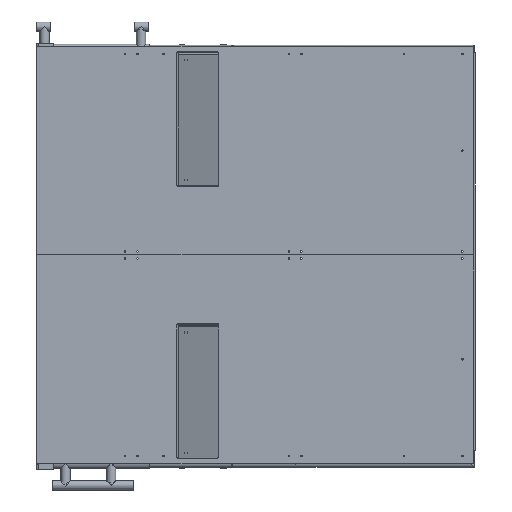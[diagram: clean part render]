
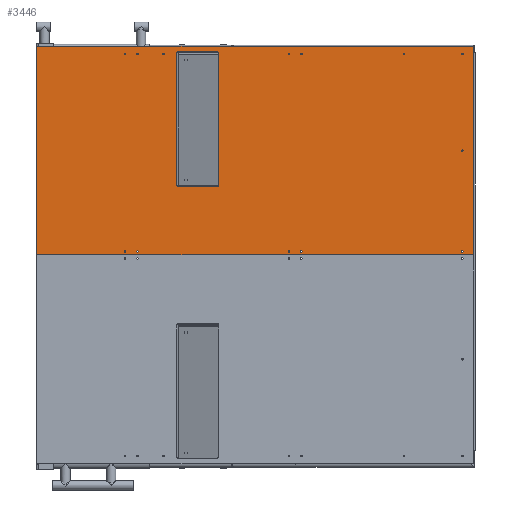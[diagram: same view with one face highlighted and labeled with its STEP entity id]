
A CAD part, front view. The second image highlights one B-rep face of the part: STEP entity #3446.
In plain terms, the highlighted face is planar.
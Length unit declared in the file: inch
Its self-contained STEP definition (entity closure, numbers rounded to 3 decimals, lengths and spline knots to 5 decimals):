
#268=FACE_BOUND('',#1047,.T.);
#269=FACE_BOUND('',#1048,.T.);
#270=FACE_BOUND('',#1049,.T.);
#271=FACE_BOUND('',#1050,.T.);
#272=FACE_BOUND('',#1051,.T.);
#273=FACE_BOUND('',#1052,.T.);
#274=FACE_BOUND('',#1053,.T.);
#275=FACE_BOUND('',#1054,.T.);
#276=FACE_BOUND('',#1055,.T.);
#277=FACE_BOUND('',#1056,.T.);
#278=FACE_BOUND('',#1057,.T.);
#279=FACE_BOUND('',#1058,.T.);
#280=FACE_BOUND('',#1059,.T.);
#281=FACE_BOUND('',#1060,.T.);
#548=CIRCLE('',#3986,0.1325);
#549=CIRCLE('',#3987,0.1325);
#550=CIRCLE('',#3988,0.1325);
#551=CIRCLE('',#3989,0.1325);
#552=CIRCLE('',#3990,0.1325);
#553=CIRCLE('',#3991,0.1325);
#554=CIRCLE('',#3992,0.1325);
#555=CIRCLE('',#3993,0.1325);
#556=CIRCLE('',#3994,0.1325);
#557=CIRCLE('',#3995,0.1325);
#558=CIRCLE('',#3996,0.1325);
#559=CIRCLE('',#3997,0.1325);
#560=CIRCLE('',#3998,0.1325);
#561=CIRCLE('',#3999,0.25);
#562=CIRCLE('',#4000,0.25);
#563=CIRCLE('',#4001,0.25);
#564=CIRCLE('',#4002,0.25);
#781=FACE_OUTER_BOUND('',#1046,.T.);
#1046=EDGE_LOOP('',(#2682,#2683,#2684,#2685));
#1047=EDGE_LOOP('',(#2686));
#1048=EDGE_LOOP('',(#2687));
#1049=EDGE_LOOP('',(#2688));
#1050=EDGE_LOOP('',(#2689));
#1051=EDGE_LOOP('',(#2690));
#1052=EDGE_LOOP('',(#2691));
#1053=EDGE_LOOP('',(#2692));
#1054=EDGE_LOOP('',(#2693));
#1055=EDGE_LOOP('',(#2694));
#1056=EDGE_LOOP('',(#2695));
#1057=EDGE_LOOP('',(#2696));
#1058=EDGE_LOOP('',(#2697));
#1059=EDGE_LOOP('',(#2698));
#1060=EDGE_LOOP('',(#2699,#2700,#2701,#2702,#2703,#2704,#2705,#2706));
#1350=LINE('',#5977,#1578);
#1352=LINE('',#5981,#1580);
#1354=LINE('',#5985,#1582);
#1356=LINE('',#5988,#1584);
#1357=LINE('',#6018,#1585);
#1358=LINE('',#6022,#1586);
#1359=LINE('',#6026,#1587);
#1360=LINE('',#6030,#1588);
#1578=VECTOR('',#4606,78.);
#1580=VECTOR('',#4610,37.25);
#1582=VECTOR('',#4614,78.);
#1584=VECTOR('',#4618,37.25);
#1585=VECTOR('',#4647,7.);
#1586=VECTOR('',#4650,23.5);
#1587=VECTOR('',#4653,7.);
#1588=VECTOR('',#4656,23.5);
#1869=VERTEX_POINT('',#5974);
#1870=VERTEX_POINT('',#5976);
#1871=VERTEX_POINT('',#5980);
#1872=VERTEX_POINT('',#5984);
#1873=VERTEX_POINT('',#5990);
#1874=VERTEX_POINT('',#5992);
#1875=VERTEX_POINT('',#5994);
#1876=VERTEX_POINT('',#5996);
#1877=VERTEX_POINT('',#5998);
#1878=VERTEX_POINT('',#6000);
#1879=VERTEX_POINT('',#6002);
#1880=VERTEX_POINT('',#6004);
#1881=VERTEX_POINT('',#6006);
#1882=VERTEX_POINT('',#6008);
#1883=VERTEX_POINT('',#6010);
#1884=VERTEX_POINT('',#6012);
#1885=VERTEX_POINT('',#6014);
#1886=VERTEX_POINT('',#6016);
#1887=VERTEX_POINT('',#6017);
#1888=VERTEX_POINT('',#6019);
#1889=VERTEX_POINT('',#6021);
#1890=VERTEX_POINT('',#6023);
#1891=VERTEX_POINT('',#6025);
#1892=VERTEX_POINT('',#6027);
#1893=VERTEX_POINT('',#6029);
#2191=EDGE_CURVE('',#1869,#1870,#1350,.T.);
#2193=EDGE_CURVE('',#1870,#1871,#1352,.T.);
#2195=EDGE_CURVE('',#1871,#1872,#1354,.T.);
#2197=EDGE_CURVE('',#1872,#1869,#1356,.T.);
#2198=EDGE_CURVE('',#1873,#1873,#548,.T.);
#2199=EDGE_CURVE('',#1874,#1874,#549,.T.);
#2200=EDGE_CURVE('',#1875,#1875,#550,.T.);
#2201=EDGE_CURVE('',#1876,#1876,#551,.T.);
#2202=EDGE_CURVE('',#1877,#1877,#552,.T.);
#2203=EDGE_CURVE('',#1878,#1878,#553,.T.);
#2204=EDGE_CURVE('',#1879,#1879,#554,.T.);
#2205=EDGE_CURVE('',#1880,#1880,#555,.T.);
#2206=EDGE_CURVE('',#1881,#1881,#556,.T.);
#2207=EDGE_CURVE('',#1882,#1882,#557,.T.);
#2208=EDGE_CURVE('',#1883,#1883,#558,.T.);
#2209=EDGE_CURVE('',#1884,#1884,#559,.T.);
#2210=EDGE_CURVE('',#1885,#1885,#560,.T.);
#2211=EDGE_CURVE('',#1886,#1887,#1357,.T.);
#2212=EDGE_CURVE('',#1888,#1887,#561,.T.);
#2213=EDGE_CURVE('',#1888,#1889,#1358,.T.);
#2214=EDGE_CURVE('',#1890,#1889,#562,.T.);
#2215=EDGE_CURVE('',#1890,#1891,#1359,.T.);
#2216=EDGE_CURVE('',#1892,#1891,#563,.T.);
#2217=EDGE_CURVE('',#1892,#1893,#1360,.T.);
#2218=EDGE_CURVE('',#1886,#1893,#564,.T.);
#2682=ORIENTED_EDGE('',*,*,#2191,.F.);
#2683=ORIENTED_EDGE('',*,*,#2197,.F.);
#2684=ORIENTED_EDGE('',*,*,#2195,.F.);
#2685=ORIENTED_EDGE('',*,*,#2193,.F.);
#2686=ORIENTED_EDGE('',*,*,#2198,.F.);
#2687=ORIENTED_EDGE('',*,*,#2199,.F.);
#2688=ORIENTED_EDGE('',*,*,#2200,.F.);
#2689=ORIENTED_EDGE('',*,*,#2201,.F.);
#2690=ORIENTED_EDGE('',*,*,#2202,.F.);
#2691=ORIENTED_EDGE('',*,*,#2203,.F.);
#2692=ORIENTED_EDGE('',*,*,#2204,.F.);
#2693=ORIENTED_EDGE('',*,*,#2205,.F.);
#2694=ORIENTED_EDGE('',*,*,#2206,.F.);
#2695=ORIENTED_EDGE('',*,*,#2207,.F.);
#2696=ORIENTED_EDGE('',*,*,#2208,.F.);
#2697=ORIENTED_EDGE('',*,*,#2209,.F.);
#2698=ORIENTED_EDGE('',*,*,#2210,.F.);
#2699=ORIENTED_EDGE('',*,*,#2211,.T.);
#2700=ORIENTED_EDGE('',*,*,#2212,.F.);
#2701=ORIENTED_EDGE('',*,*,#2213,.T.);
#2702=ORIENTED_EDGE('',*,*,#2214,.F.);
#2703=ORIENTED_EDGE('',*,*,#2215,.T.);
#2704=ORIENTED_EDGE('',*,*,#2216,.F.);
#2705=ORIENTED_EDGE('',*,*,#2217,.T.);
#2706=ORIENTED_EDGE('',*,*,#2218,.F.);
#3296=PLANE('',#3985);
#3446=ADVANCED_FACE('',(#781,#268,#269,#270,#271,#272,#273,#274,#275,#276,
#277,#278,#279,#280,#281),#3296,.T.);
#3985=AXIS2_PLACEMENT_3D('',#5989,#4619,#4620);
#3986=AXIS2_PLACEMENT_3D('',#5991,#4621,#4622);
#3987=AXIS2_PLACEMENT_3D('',#5993,#4623,#4624);
#3988=AXIS2_PLACEMENT_3D('',#5995,#4625,#4626);
#3989=AXIS2_PLACEMENT_3D('',#5997,#4627,#4628);
#3990=AXIS2_PLACEMENT_3D('',#5999,#4629,#4630);
#3991=AXIS2_PLACEMENT_3D('',#6001,#4631,#4632);
#3992=AXIS2_PLACEMENT_3D('',#6003,#4633,#4634);
#3993=AXIS2_PLACEMENT_3D('',#6005,#4635,#4636);
#3994=AXIS2_PLACEMENT_3D('',#6007,#4637,#4638);
#3995=AXIS2_PLACEMENT_3D('',#6009,#4639,#4640);
#3996=AXIS2_PLACEMENT_3D('',#6011,#4641,#4642);
#3997=AXIS2_PLACEMENT_3D('',#6013,#4643,#4644);
#3998=AXIS2_PLACEMENT_3D('',#6015,#4645,#4646);
#3999=AXIS2_PLACEMENT_3D('',#6020,#4648,#4649);
#4000=AXIS2_PLACEMENT_3D('',#6024,#4651,#4652);
#4001=AXIS2_PLACEMENT_3D('',#6028,#4654,#4655);
#4002=AXIS2_PLACEMENT_3D('',#6031,#4657,#4658);
#4606=DIRECTION('',(0.,1.,0.));
#4610=DIRECTION('',(1.,0.,0.));
#4614=DIRECTION('',(0.,-1.,0.));
#4618=DIRECTION('',(-1.,0.,0.));
#4619=DIRECTION('center_axis',(0.,0.,1.));
#4620=DIRECTION('ref_axis',(1.,0.,0.));
#4621=DIRECTION('center_axis',(0.,0.,1.));
#4622=DIRECTION('ref_axis',(1.,0.,0.));
#4623=DIRECTION('center_axis',(0.,0.,1.));
#4624=DIRECTION('ref_axis',(1.,0.,0.));
#4625=DIRECTION('center_axis',(0.,0.,1.));
#4626=DIRECTION('ref_axis',(1.,0.,0.));
#4627=DIRECTION('center_axis',(0.,0.,1.));
#4628=DIRECTION('ref_axis',(1.,0.,0.));
#4629=DIRECTION('center_axis',(0.,0.,1.));
#4630=DIRECTION('ref_axis',(1.,0.,0.));
#4631=DIRECTION('center_axis',(0.,0.,1.));
#4632=DIRECTION('ref_axis',(1.,0.,0.));
#4633=DIRECTION('center_axis',(0.,0.,1.));
#4634=DIRECTION('ref_axis',(1.,0.,0.));
#4635=DIRECTION('center_axis',(0.,0.,1.));
#4636=DIRECTION('ref_axis',(1.,0.,0.));
#4637=DIRECTION('center_axis',(0.,0.,1.));
#4638=DIRECTION('ref_axis',(1.,0.,0.));
#4639=DIRECTION('center_axis',(0.,0.,1.));
#4640=DIRECTION('ref_axis',(1.,0.,0.));
#4641=DIRECTION('center_axis',(0.,0.,1.));
#4642=DIRECTION('ref_axis',(1.,0.,0.));
#4643=DIRECTION('center_axis',(0.,0.,1.));
#4644=DIRECTION('ref_axis',(1.,0.,0.));
#4645=DIRECTION('center_axis',(0.,0.,1.));
#4646=DIRECTION('ref_axis',(1.,0.,0.));
#4647=DIRECTION('',(0.,1.,0.));
#4648=DIRECTION('center_axis',(0.,0.,1.));
#4649=DIRECTION('ref_axis',(0.,1.,0.));
#4650=DIRECTION('',(1.,0.,0.));
#4651=DIRECTION('center_axis',(0.,0.,1.));
#4652=DIRECTION('ref_axis',(1.,0.,0.));
#4653=DIRECTION('',(0.,-1.,0.));
#4654=DIRECTION('center_axis',(0.,0.,1.));
#4655=DIRECTION('ref_axis',(0.,-1.,0.));
#4656=DIRECTION('',(-1.,0.,0.));
#4657=DIRECTION('center_axis',(0.,0.,1.));
#4658=DIRECTION('ref_axis',(-1.,0.,0.));
#5974=CARTESIAN_POINT('',(-18.625,-39.,0.25));
#5976=CARTESIAN_POINT('',(-18.625,39.,0.25));
#5977=CARTESIAN_POINT('',(-18.625,-39.,0.25));
#5980=CARTESIAN_POINT('',(18.625,39.,0.25));
#5981=CARTESIAN_POINT('',(-18.625,39.,0.25));
#5984=CARTESIAN_POINT('',(18.625,-39.,0.25));
#5985=CARTESIAN_POINT('',(18.625,39.,0.25));
#5988=CARTESIAN_POINT('',(18.625,-39.,0.25));
#5989=CARTESIAN_POINT('Origin',(0.,0.,0.25));
#5990=CARTESIAN_POINT('',(-17.3825,8.25,0.25));
#5991=CARTESIAN_POINT('Origin',(-17.25,8.25,0.25));
#5992=CARTESIAN_POINT('',(-17.3825,6.,0.25));
#5993=CARTESIAN_POINT('Origin',(-17.25,6.,0.25));
#5994=CARTESIAN_POINT('',(17.8675,6.,0.25));
#5995=CARTESIAN_POINT('Origin',(18.,6.,0.25));
#5996=CARTESIAN_POINT('',(17.8675,8.25,0.25));
#5997=CARTESIAN_POINT('Origin',(18.,8.25,0.25));
#5998=CARTESIAN_POINT('',(17.8675,37.,0.25));
#5999=CARTESIAN_POINT('Origin',(18.,37.,0.25));
#6000=CARTESIAN_POINT('',(-17.3825,37.,0.25));
#6001=CARTESIAN_POINT('Origin',(-17.25,37.,0.25));
#6002=CARTESIAN_POINT('',(-0.1325,37.,0.25));
#6003=CARTESIAN_POINT('Origin',(0.,37.,0.25));
#6004=CARTESIAN_POINT('',(-17.3825,-21.,0.25));
#6005=CARTESIAN_POINT('Origin',(-17.25,-21.,0.25));
#6006=CARTESIAN_POINT('',(-17.3825,-23.25,0.25));
#6007=CARTESIAN_POINT('Origin',(-17.25,-23.25,0.25));
#6008=CARTESIAN_POINT('',(17.8675,-23.25,0.25));
#6009=CARTESIAN_POINT('Origin',(18.,-23.25,0.25));
#6010=CARTESIAN_POINT('',(17.8675,-21.,0.25));
#6011=CARTESIAN_POINT('Origin',(18.,-21.,0.25));
#6012=CARTESIAN_POINT('',(-17.3825,26.60492,0.25));
#6013=CARTESIAN_POINT('Origin',(-17.25,26.60492,0.25));
#6014=CARTESIAN_POINT('',(-17.3825,-16.39451,0.25));
#6015=CARTESIAN_POINT('Origin',(-17.25,-16.39451,0.25));
#6016=CARTESIAN_POINT('',(-17.625,-13.75,0.25));
#6017=CARTESIAN_POINT('',(-17.625,-6.75,0.25));
#6018=CARTESIAN_POINT('',(-17.625,-13.75,0.25));
#6019=CARTESIAN_POINT('',(-17.375,-6.5,0.25));
#6020=CARTESIAN_POINT('Origin',(-17.375,-6.75,0.25));
#6021=CARTESIAN_POINT('',(6.125,-6.5,0.25));
#6022=CARTESIAN_POINT('',(-17.375,-6.5,0.25));
#6023=CARTESIAN_POINT('',(6.375,-6.75,0.25));
#6024=CARTESIAN_POINT('Origin',(6.125,-6.75,0.25));
#6025=CARTESIAN_POINT('',(6.375,-13.75,0.25));
#6026=CARTESIAN_POINT('',(6.375,-6.75,0.25));
#6027=CARTESIAN_POINT('',(6.125,-14.,0.25));
#6028=CARTESIAN_POINT('Origin',(6.125,-13.75,0.25));
#6029=CARTESIAN_POINT('',(-17.375,-14.,0.25));
#6030=CARTESIAN_POINT('',(6.125,-14.,0.25));
#6031=CARTESIAN_POINT('Origin',(-17.375,-13.75,0.25));
